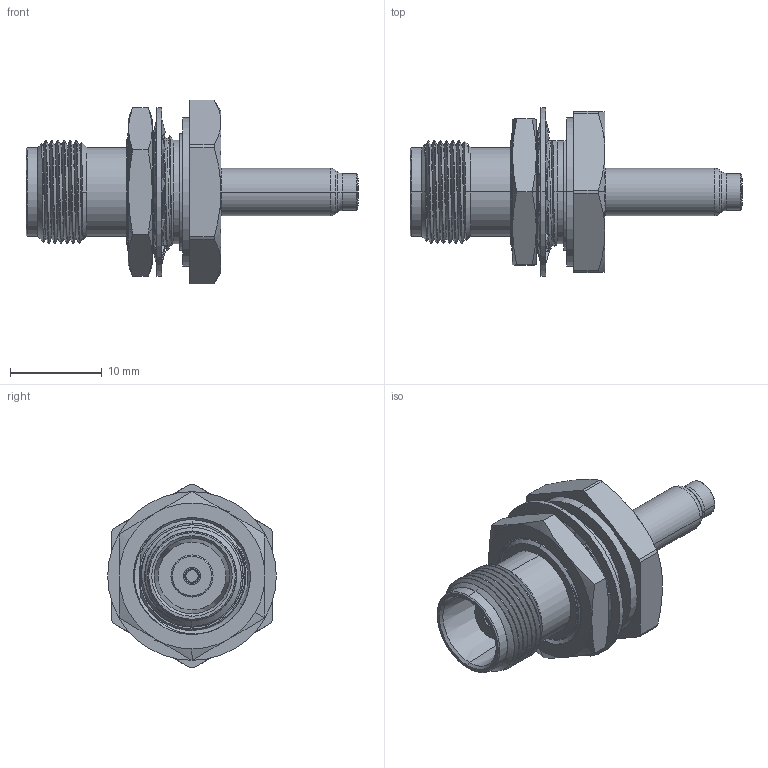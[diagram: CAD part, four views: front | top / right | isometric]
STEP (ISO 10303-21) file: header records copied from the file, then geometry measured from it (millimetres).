
FILE_DESCRIPTION (( 'STEP AP214' ), '1' );
FILE_NAME ('LCCN45917_3D.step', '2023-05-09T22:26:06', ( '' ), ( '' ), 'SwSTEP 2.0', 'SolidWorks 2022', '' );
FILE_SCHEMA (( 'AUTOMOTIVE_DESIGN' ));
Length unit declared in the file: inch
Products named in the file (1): LCCN45917_3D
Bounding box: 36.12 x 18.34 x 20.01 mm (x, y, z)
Volume: 2720.2 mm3; surface area: 3577.4 mm2
Topology: 5 solids, 5 shells, 300 faces, 797 edges, 517 vertices
Faces by surface type: cylinder 98, bspline 74, cone 67, plane 61
Entity records: 18126 total; most frequent: CARTESIAN_POINT 11375, ORIENTED_EDGE 1594, DIRECTION 1127, EDGE_CURVE 797, VERTEX_POINT 517, AXIS2_PLACEMENT_3D 417, EDGE_LOOP 318, FACE_OUTER_BOUND 300
